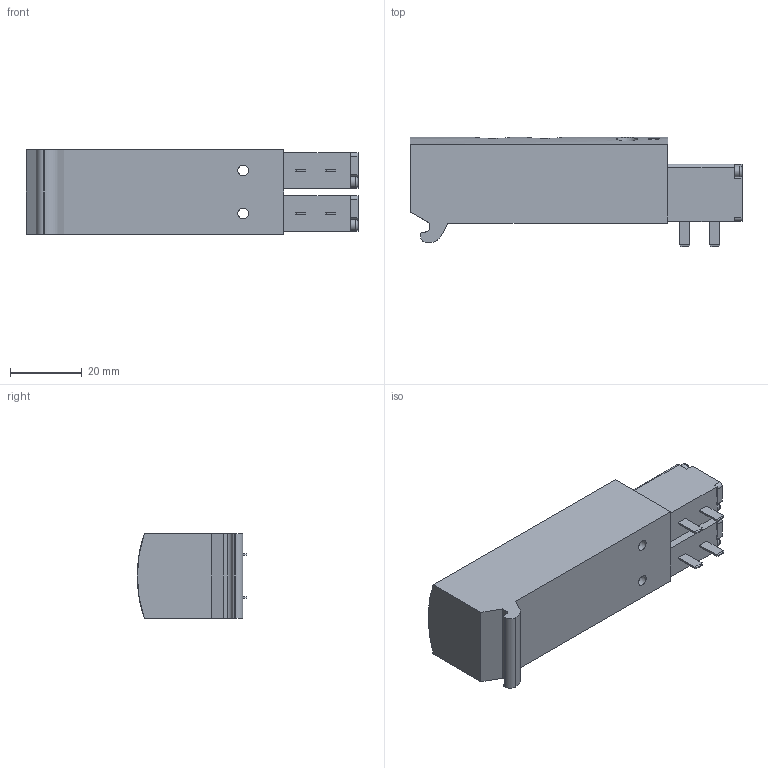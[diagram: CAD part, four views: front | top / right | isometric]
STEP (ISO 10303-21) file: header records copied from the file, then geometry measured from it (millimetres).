
FILE_DESCRIPTION(/* description */ ('STEP AP214'),/* implementation_level */ '2;1');
FILE_NAME(/* name */ '558370_VUVB-ST12-B52-ZH-QX-D-1T1',/* time_stamp */ '2024-09-17T11:28:22+02:00',/* author */ ('License CC BY-ND 4.0'),/* organization */ ('CADENAS'),/* preprocessor_version */ 'ST-DEVELOPER v19.3',/* originating_system */ 'PARTsolutions',/* authorisation */ ' ');
FILE_SCHEMA (('AUTOMOTIVE_DESIGN {1 0 10303 214 3 1 1}'));
Length unit declared in the file: millimetre
Products named in the file (2): 558370 VUVB-ST12-B52-ZH-QX-D-1T1---(-); 558370 VUVB-ST12-B52-ZH-QX-D-1T1---(P)
Assembly tree (1 placements, depth 2):
  558370 VUVB-ST12-B52-ZH-QX-D-1T1---(-)
    558370 VUVB-ST12-B52-ZH-QX-D-1T1---(P)
Bounding box: 92.7 x 30.5 x 23.7 mm (x, y, z)
Volume: 44964.3 mm3; surface area: 11329.7 mm2
Topology: 1 solids, 1 shells, 121 faces, 279 edges, 178 vertices
Faces by surface type: plane 84, cylinder 31, torus 4, cone 2
Full cylindrical faces by diameter (mm): 3 x8, 6 x2, 8 x2, 9 x2, 10 x2
Entity records: 3376 total; most frequent: CARTESIAN_POINT 618, DIRECTION 557, ORIENTED_EDGE 514, EDGE_CURVE 257, LINE 191, VECTOR 191, AXIS2_PLACEMENT_3D 183, VERTEX_POINT 178
